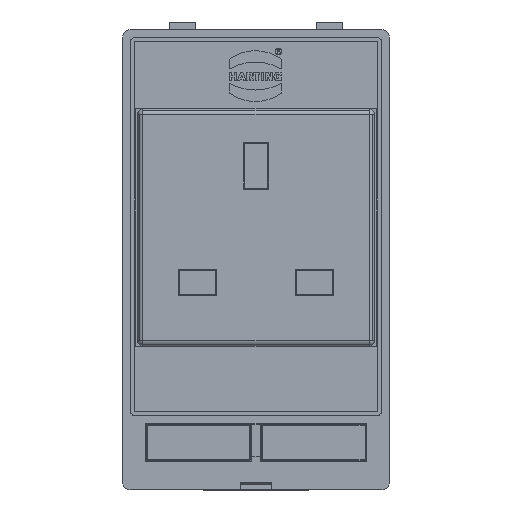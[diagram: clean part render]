
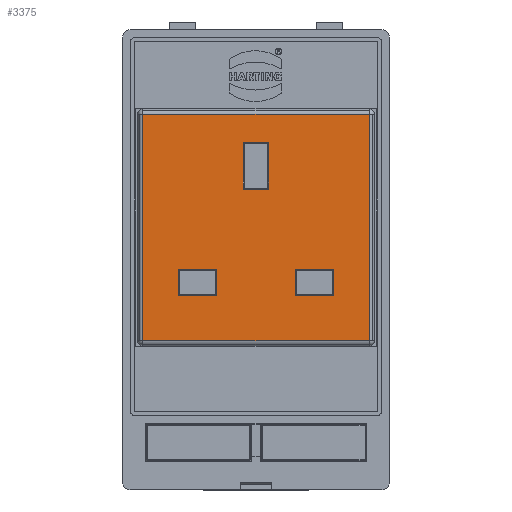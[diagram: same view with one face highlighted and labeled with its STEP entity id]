
A CAD part, top view. The second image highlights one B-rep face of the part: STEP entity #3375.
In plain terms, the highlighted planar face has unit normal (0, 0, 1).
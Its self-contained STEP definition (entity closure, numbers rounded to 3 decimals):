
#3375=ADVANCED_FACE('',(#4086,#4087,#4088,#4089),#3841,.T.);
#3841=PLANE('',#12961);
#4086=FACE_BOUND('',#4269,.T.);
#4087=FACE_BOUND('',#4270,.T.);
#4088=FACE_BOUND('',#4271,.T.);
#4089=FACE_BOUND('',#4272,.T.);
#4269=EDGE_LOOP('',(#5271,#5272,#5273,#5274));
#4270=EDGE_LOOP('',(#5275,#5276,#5277,#5278));
#4271=EDGE_LOOP('',(#5279,#5280,#5281,#5282));
#4272=EDGE_LOOP('',(#5283,#5284,#5285,#5286));
#5271=ORIENTED_EDGE('',*,*,#8470,.F.);
#5272=ORIENTED_EDGE('',*,*,#8457,.F.);
#5273=ORIENTED_EDGE('',*,*,#8464,.F.);
#5274=ORIENTED_EDGE('',*,*,#8467,.F.);
#5275=ORIENTED_EDGE('',*,*,#8490,.T.);
#5276=ORIENTED_EDGE('',*,*,#8477,.T.);
#5277=ORIENTED_EDGE('',*,*,#8484,.T.);
#5278=ORIENTED_EDGE('',*,*,#8487,.T.);
#5279=ORIENTED_EDGE('',*,*,#8510,.T.);
#5280=ORIENTED_EDGE('',*,*,#8497,.T.);
#5281=ORIENTED_EDGE('',*,*,#8504,.T.);
#5282=ORIENTED_EDGE('',*,*,#8507,.T.);
#5283=ORIENTED_EDGE('',*,*,#8530,.F.);
#5284=ORIENTED_EDGE('',*,*,#8531,.F.);
#5285=ORIENTED_EDGE('',*,*,#8532,.F.);
#5286=ORIENTED_EDGE('',*,*,#8522,.F.);
#7539=VERTEX_POINT('',#17068);
#7540=VERTEX_POINT('',#17070);
#7542=VERTEX_POINT('',#17081);
#7544=VERTEX_POINT('',#17087);
#7551=VERTEX_POINT('',#17109);
#7552=VERTEX_POINT('',#17111);
#7554=VERTEX_POINT('',#17122);
#7556=VERTEX_POINT('',#17128);
#7563=VERTEX_POINT('',#17150);
#7564=VERTEX_POINT('',#17152);
#7566=VERTEX_POINT('',#17163);
#7568=VERTEX_POINT('',#17169);
#7571=VERTEX_POINT('',#17182);
#7579=VERTEX_POINT('',#17201);
#7580=VERTEX_POINT('',#17203);
#7584=VERTEX_POINT('',#17220);
#8457=EDGE_CURVE('',#7539,#7540,#10422,.T.);
#8464=EDGE_CURVE('',#7542,#7539,#10429,.T.);
#8467=EDGE_CURVE('',#7544,#7542,#10432,.T.);
#8470=EDGE_CURVE('',#7540,#7544,#10435,.T.);
#8477=EDGE_CURVE('',#7552,#7551,#10442,.T.);
#8484=EDGE_CURVE('',#7551,#7554,#10449,.T.);
#8487=EDGE_CURVE('',#7554,#7556,#10452,.T.);
#8490=EDGE_CURVE('',#7556,#7552,#10455,.T.);
#8497=EDGE_CURVE('',#7564,#7563,#10462,.T.);
#8504=EDGE_CURVE('',#7563,#7566,#10469,.T.);
#8507=EDGE_CURVE('',#7566,#7568,#10472,.T.);
#8510=EDGE_CURVE('',#7568,#7564,#10475,.T.);
#8522=EDGE_CURVE('',#7579,#7580,#10478,.T.);
#8530=EDGE_CURVE('',#7571,#7579,#10481,.T.);
#8531=EDGE_CURVE('',#7584,#7571,#10482,.T.);
#8532=EDGE_CURVE('',#7580,#7584,#10483,.T.);
#10422=LINE('',#17069,#11465);
#10429=LINE('',#17082,#11472);
#10432=LINE('',#17088,#11475);
#10435=LINE('',#17094,#11478);
#10442=LINE('',#17110,#11485);
#10449=LINE('',#17123,#11492);
#10452=LINE('',#17129,#11495);
#10455=LINE('',#17135,#11498);
#10462=LINE('',#17151,#11505);
#10469=LINE('',#17164,#11512);
#10472=LINE('',#17170,#11515);
#10475=LINE('',#17176,#11518);
#10478=LINE('',#17202,#11521);
#10481=LINE('',#17217,#11524);
#10482=LINE('',#17219,#11525);
#10483=LINE('',#17221,#11526);
#11465=VECTOR('',#14187,1.);
#11472=VECTOR('',#14200,1.);
#11475=VECTOR('',#14205,1.);
#11478=VECTOR('',#14214,1.);
#11485=VECTOR('',#14225,1.);
#11492=VECTOR('',#14238,1.);
#11495=VECTOR('',#14243,1.);
#11498=VECTOR('',#14252,1.);
#11505=VECTOR('',#14263,1.);
#11512=VECTOR('',#14276,1.);
#11515=VECTOR('',#14281,1.);
#11518=VECTOR('',#14290,1.);
#11521=VECTOR('',#14317,1.);
#11524=VECTOR('',#14336,1.);
#11525=VECTOR('',#14339,1.);
#11526=VECTOR('',#14340,1.);
#12961=AXIS2_PLACEMENT_3D('',#17222,#14341,#14342);
#14187=DIRECTION('',(-1.,0.,0.));
#14200=DIRECTION('',(0.,1.,0.));
#14205=DIRECTION('',(1.,0.,0.));
#14214=DIRECTION('',(0.,-1.,0.));
#14225=DIRECTION('',(-1.,0.,0.));
#14238=DIRECTION('',(0.,1.,0.));
#14243=DIRECTION('',(1.,0.,0.));
#14252=DIRECTION('',(0.,-1.,0.));
#14263=DIRECTION('',(1.,0.,0.));
#14276=DIRECTION('',(0.,-1.,0.));
#14281=DIRECTION('',(-1.,0.,0.));
#14290=DIRECTION('',(0.,1.,0.));
#14317=DIRECTION('',(1.,0.,0.));
#14336=DIRECTION('',(0.,1.,0.));
#14339=DIRECTION('',(-1.,0.,0.));
#14340=DIRECTION('',(0.,-1.,0.));
#14341=DIRECTION('',(0.,0.,1.));
#14342=DIRECTION('',(1.,0.,0.));
#17068=CARTESIAN_POINT('',(17.9,42.,8.5));
#17069=CARTESIAN_POINT('',(17.9,42.,8.5));
#17070=CARTESIAN_POINT('',(10.6,42.,8.5));
#17081=CARTESIAN_POINT('',(17.9,37.,8.5));
#17082=CARTESIAN_POINT('',(17.9,37.,8.5));
#17087=CARTESIAN_POINT('',(10.6,37.,8.5));
#17088=CARTESIAN_POINT('',(10.6,37.,8.5));
#17094=CARTESIAN_POINT('',(10.6,42.,8.5));
#17109=CARTESIAN_POINT('',(22.9,57.2,8.5));
#17110=CARTESIAN_POINT('',(27.8,57.2,8.5));
#17111=CARTESIAN_POINT('',(27.8,57.2,8.5));
#17122=CARTESIAN_POINT('',(22.9,66.1,8.5));
#17123=CARTESIAN_POINT('',(22.9,57.2,8.5));
#17128=CARTESIAN_POINT('',(27.8,66.1,8.5));
#17129=CARTESIAN_POINT('',(22.9,66.1,8.5));
#17135=CARTESIAN_POINT('',(27.8,66.1,8.5));
#17150=CARTESIAN_POINT('',(40.1,42.,8.5));
#17151=CARTESIAN_POINT('',(32.8,42.,8.5));
#17152=CARTESIAN_POINT('',(32.8,42.,8.5));
#17163=CARTESIAN_POINT('',(40.1,37.,8.5));
#17164=CARTESIAN_POINT('',(40.1,42.,8.5));
#17169=CARTESIAN_POINT('',(32.8,37.,8.5));
#17170=CARTESIAN_POINT('',(40.1,37.,8.5));
#17176=CARTESIAN_POINT('',(32.8,37.,8.5));
#17182=CARTESIAN_POINT('',(3.85,28.4,8.5));
#17201=CARTESIAN_POINT('',(3.85,71.4,8.5));
#17202=CARTESIAN_POINT('',(3.85,71.4,8.5));
#17203=CARTESIAN_POINT('',(46.85,71.4,8.5));
#17217=CARTESIAN_POINT('',(3.85,28.4,8.5));
#17219=CARTESIAN_POINT('',(46.85,28.4,8.5));
#17220=CARTESIAN_POINT('',(46.85,28.4,8.5));
#17221=CARTESIAN_POINT('',(46.85,71.4,8.5));
#17222=CARTESIAN_POINT('',(1.7,26.25,8.5));
